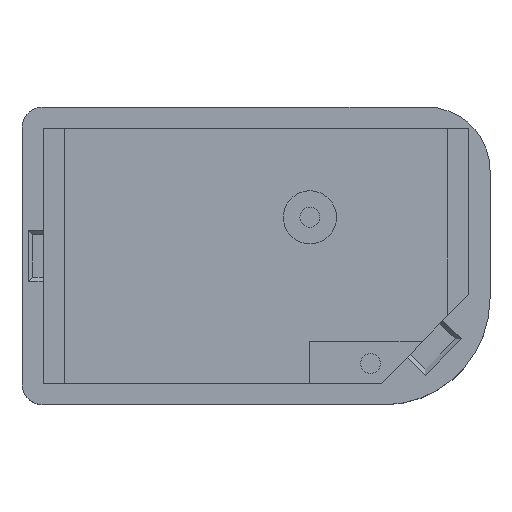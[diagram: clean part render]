
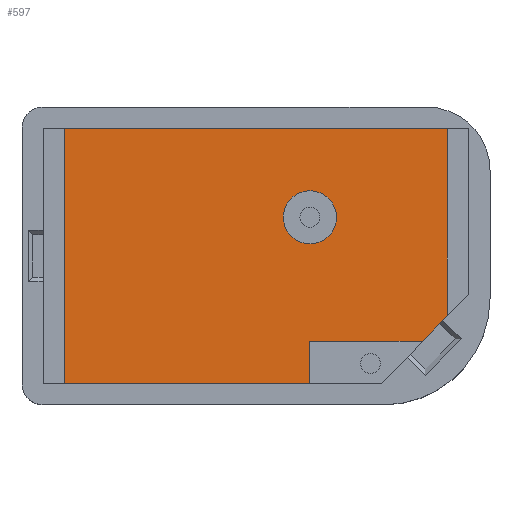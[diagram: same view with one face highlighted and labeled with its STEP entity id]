
A CAD part, top view. The second image highlights one B-rep face of the part: STEP entity #597.
In plain terms, the highlighted planar face has unit normal (0, 0, 1).
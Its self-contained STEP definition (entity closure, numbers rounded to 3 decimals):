
#102 = VERTEX_POINT('',#103);
#103 = CARTESIAN_POINT('',(45.,30.,3.));
#109 = EDGE_CURVE('',#102,#110,#112,.T.);
#110 = VERTEX_POINT('',#111);
#111 = CARTESIAN_POINT('',(-45.,30.,3.));
#112 = LINE('',#113,#114);
#113 = CARTESIAN_POINT('',(50.,30.,3.));
#114 = VECTOR('',#115,1.);
#115 = DIRECTION('',(-1.,0.,0.));
#553 = EDGE_CURVE('',#102,#554,#556,.T.);
#554 = VERTEX_POINT('',#555);
#555 = CARTESIAN_POINT('',(45.,-14.164,3.));
#556 = LINE('',#557,#558);
#557 = CARTESIAN_POINT('',(45.,30.,3.));
#558 = VECTOR('',#559,1.);
#559 = DIRECTION('',(0.,-1.,0.));
#578 = VERTEX_POINT('',#579);
#579 = CARTESIAN_POINT('',(-45.,-30.,3.));
#587 = EDGE_CURVE('',#578,#110,#588,.T.);
#588 = LINE('',#589,#590);
#589 = CARTESIAN_POINT('',(-45.,-30.,3.));
#590 = VECTOR('',#591,1.);
#591 = DIRECTION('',(0.,1.,0.));
#597 = ADVANCED_FACE('',(#598,#633),#644,.T.);
#598 = FACE_BOUND('',#599,.T.);
#599 = EDGE_LOOP('',(#600,#601,#602,#603,#611,#619,#627));
#600 = ORIENTED_EDGE('',*,*,#553,.F.);
#601 = ORIENTED_EDGE('',*,*,#109,.T.);
#602 = ORIENTED_EDGE('',*,*,#587,.F.);
#603 = ORIENTED_EDGE('',*,*,#604,.T.);
#604 = EDGE_CURVE('',#578,#605,#607,.T.);
#605 = VERTEX_POINT('',#606);
#606 = CARTESIAN_POINT('',(12.669,-30.,3.));
#607 = LINE('',#608,#609);
#608 = CARTESIAN_POINT('',(-50.,-30.,3.));
#609 = VECTOR('',#610,1.);
#610 = DIRECTION('',(1.,0.,0.));
#611 = ORIENTED_EDGE('',*,*,#612,.F.);
#612 = EDGE_CURVE('',#613,#605,#615,.T.);
#613 = VERTEX_POINT('',#614);
#614 = CARTESIAN_POINT('',(12.669,-20.,3.));
#615 = LINE('',#616,#617);
#616 = CARTESIAN_POINT('',(12.669,-20.,3.));
#617 = VECTOR('',#618,1.);
#618 = DIRECTION('',(0.,-1.,0.));
#619 = ORIENTED_EDGE('',*,*,#620,.F.);
#620 = EDGE_CURVE('',#621,#613,#623,.T.);
#621 = VERTEX_POINT('',#622);
#622 = CARTESIAN_POINT('',(39.258,-20.,3.));
#623 = LINE('',#624,#625);
#624 = CARTESIAN_POINT('',(39.258,-20.,3.));
#625 = VECTOR('',#626,1.);
#626 = DIRECTION('',(-1.,0.,0.));
#627 = ORIENTED_EDGE('',*,*,#628,.F.);
#628 = EDGE_CURVE('',#554,#621,#629,.T.);
#629 = LINE('',#630,#631);
#630 = CARTESIAN_POINT('',(42.473,-16.732,3.));
#631 = VECTOR('',#632,1.);
#632 = DIRECTION('',(-0.701,-0.713,0.));
#633 = FACE_BOUND('',#634,.T.);
#634 = EDGE_LOOP('',(#635));
#635 = ORIENTED_EDGE('',*,*,#636,.F.);
#636 = EDGE_CURVE('',#637,#637,#639,.T.);
#637 = VERTEX_POINT('',#638);
#638 = CARTESIAN_POINT('',(18.919,9.1,3.));
#639 = CIRCLE('',#640,6.25);
#640 = AXIS2_PLACEMENT_3D('',#641,#642,#643);
#641 = CARTESIAN_POINT('',(12.669,9.1,3.));
#642 = DIRECTION('',(0.,0.,1.));
#643 = DIRECTION('',(1.,0.,0.));
#644 = PLANE('',#645);
#645 = AXIS2_PLACEMENT_3D('',#646,#647,#648);
#646 = CARTESIAN_POINT('',(0.,0.,3.));
#647 = DIRECTION('',(0.,0.,1.));
#648 = DIRECTION('',(1.,0.,0.));
